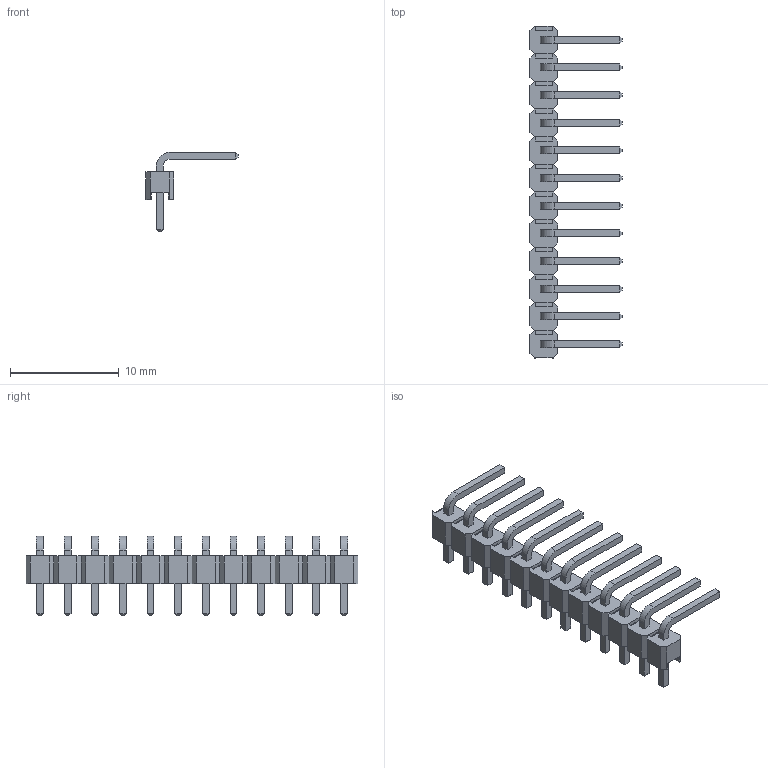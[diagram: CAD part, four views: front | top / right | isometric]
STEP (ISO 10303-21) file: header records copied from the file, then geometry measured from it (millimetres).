
FILE_DESCRIPTION(('FreeCAD Model'),'2;1');
FILE_NAME('12Pin.step','2021-01-26T11:58:31',( 'Author'),(''),'Open CASCADE STEP processor 7.3','FreeCAD','Unknown' );
FILE_SCHEMA(('AUTOMOTIVE_DESIGN { 1 0 10303 214 1 1 1 1 }'));
Length unit declared in the file: millimetre
Products named in the file (12): Fusion; Fusion001; Fusion002; Fusion003; Fusion004; Fusion005; Fusion006; Fusion007; Fusion008; Fusion009; Fusion010; Fusion011
Bounding box: 8.45 x 30.48 x 7.3 mm (x, y, z)
Volume: 211.8 mm3; surface area: 801.8 mm2
Topology: 12 solids, 12 shells, 480 faces, 1200 edges, 768 vertices
Faces by surface type: plane 456, cylinder 24
Entity records: 32756 total; most frequent: CARTESIAN_POINT 5089, DIRECTION 4370, LINE 3264, VECTOR 3264, ORIENTED_EDGE 2400, PCURVE 2400, DEFINITIONAL_REPRESENTATION 2400, EDGE_CURVE 1200
